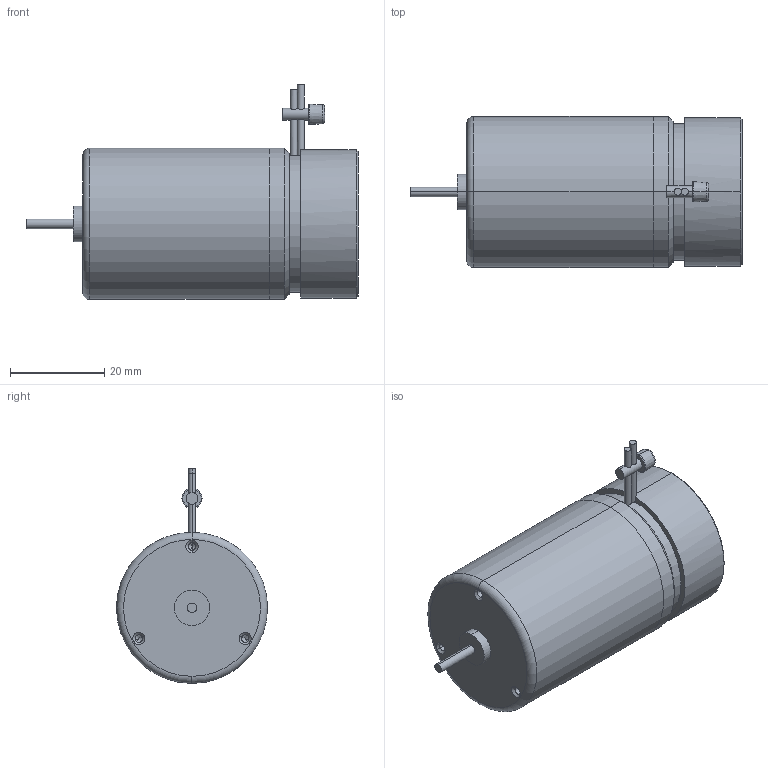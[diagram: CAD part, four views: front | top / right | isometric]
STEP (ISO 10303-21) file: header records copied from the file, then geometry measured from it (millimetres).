
FILE_DESCRIPTION(('starvars output'),'2;1');
FILE_NAME('33bm.stp','13:49:03 2014/09/10',( 'Thomas Industrial Network Germany GmbH'),( 'Thomas Industrial Network Germany GmbH'),'unknown preprocess','ACIS' ,'unknown authorization');
FILE_SCHEMA(('AUTOMOTIVE_DESIGN_CC2 {UNKNOWN IMPLEMENTATION LEVEL}'));
Length unit declared in the file: millimetre
Products named in the file (1): PRODUCT_ID_28
Bounding box: 70.3 x 32 x 45.5 mm (x, y, z)
Volume: 46274.7 mm3; surface area: 7873.3 mm2
Topology: 1 solids, 1 shells, 75 faces, 157 edges, 89 vertices
Faces by surface type: cylinder 28, cone 20, plane 19, torus 8
Entity records: 2416 total; most frequent: CARTESIAN_POINT 400, ORIENTED_EDGE 310, DIRECTION 232, EDGE_CURVE 151, VERTEX_POINT 89, AXIS2_PLACEMENT_3D 89, EDGE_LOOP 86, FACE_BOUND 86
